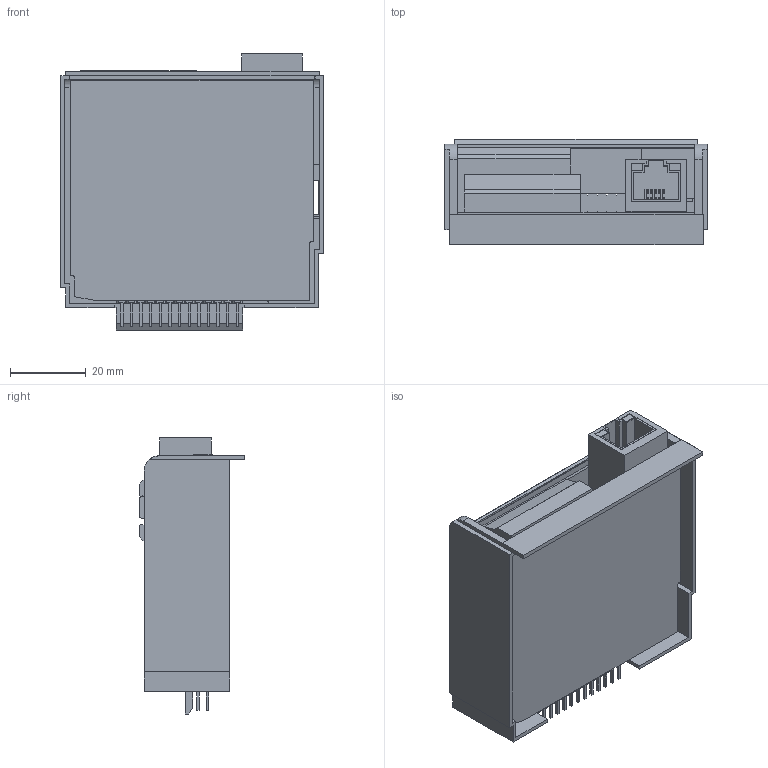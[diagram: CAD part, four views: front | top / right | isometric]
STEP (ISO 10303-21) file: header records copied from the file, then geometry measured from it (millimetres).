
FILE_DESCRIPTION (( 'STEP AP214' ), '1' );
FILE_NAME ('12892814_MODULO COMUNICACAO CFW500_CETH_IP Coord nc.STEP', '2021-07-14T11:27:02', ( '' ), ( '' ), 'SwSTEP 2.0', 'SolidWorks 2017', '' );
FILE_SCHEMA (( 'AUTOMOTIVE_DESIGN' ));
Length unit declared in the file: inch
Products named in the file (1): 12892814_MODULO COMUNICACAO CFW500_CETH_IP Coord nc
Bounding box: 69.25 x 27.85 x 72.79 mm (x, y, z)
Volume: 27365.6 mm3; surface area: 32632.3 mm2
Topology: 7 solids, 7 shells, 549 faces, 1439 edges, 952 vertices
Faces by surface type: plane 519, cylinder 30
Entity records: 16804 total; most frequent: CARTESIAN_POINT 2941, ORIENTED_EDGE 2878, DIRECTION 2605, EDGE_CURVE 1439, VECTOR 1373, LINE 1373, VERTEX_POINT 952, EDGE_LOOP 619
